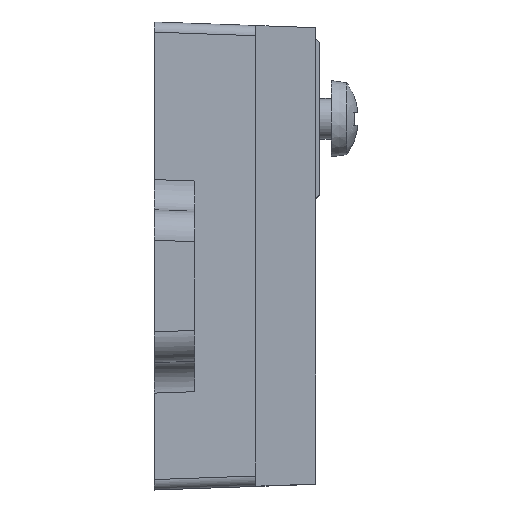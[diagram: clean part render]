
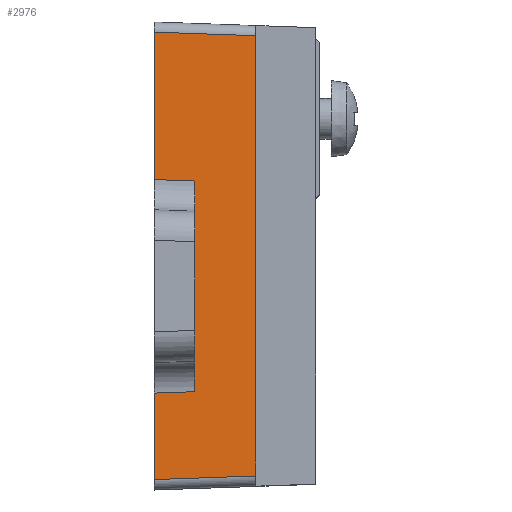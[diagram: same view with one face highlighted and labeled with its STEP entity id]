
A CAD part, top view. The second image highlights one B-rep face of the part: STEP entity #2976.
In plain terms, the highlighted planar face has unit normal (0.035, 0, 0.999).
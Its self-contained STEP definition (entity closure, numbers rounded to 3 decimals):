
#1064=CARTESIAN_POINT('',(10.,-18.651,8.151));
#1069=DIRECTION('',(0.,1.,0.));
#1070=VECTOR('',#1069,43.303);
#1071=CARTESIAN_POINT('',(10.,-18.651,8.151));
#1072=LINE('',#1071,#1070);
#1105=CARTESIAN_POINT('',(0.,25.001,8.5));
#1210=CARTESIAN_POINT('',(0.,-10.498,
8.5));
#1215=CARTESIAN_POINT('',(0.,-19.001,
8.5));
#1292=DIRECTION('',(-0.999,0.035,0.035));
#1293=VECTOR('',#1292,4.005);
#1294=CARTESIAN_POINT('',(4.,10.358,8.36));
#1295=LINE('',#1294,#1293);
#1299=DIRECTION('',(0.,1.,0.));
#1300=VECTOR('',#1299,14.502);
#1301=CARTESIAN_POINT('',(0.,10.498,
8.5));
#1302=LINE('',#1301,#1300);
#1306=DIRECTION('',(0.999,-0.035,-0.035));
#1307=VECTOR('',#1306,10.012);
#1308=CARTESIAN_POINT('',(0.,25.001,8.5));
#1309=LINE('',#1308,#1307);
#1313=DIRECTION('',(-0.999,-0.035,0.035));
#1314=VECTOR('',#1313,10.012);
#1315=CARTESIAN_POINT('',(10.,-18.651,8.151));
#1316=LINE('',#1315,#1314);
#1320=DIRECTION('',(0.,1.,0.));
#1321=VECTOR('',#1320,8.502);
#1322=CARTESIAN_POINT('',(0.,-19.001,
8.5));
#1323=LINE('',#1322,#1321);
#1327=DIRECTION('',(0.999,0.035,-0.035));
#1328=VECTOR('',#1327,4.005);
#1329=CARTESIAN_POINT('',(0.,-10.498,
8.5));
#1330=LINE('',#1329,#1328);
#1419=DIRECTION('',(0.,-1.,0.));
#1420=VECTOR('',#1419,20.717);
#1421=CARTESIAN_POINT('',(4.,10.358,8.36));
#1422=LINE('',#1421,#1420);
#2242=VERTEX_POINT('',#1064);
#2243=CARTESIAN_POINT('',(10.,24.651,8.151));
#2244=VERTEX_POINT('',#2243);
#2245=VERTEX_POINT('',#1215);
#2246=VERTEX_POINT('',#1105);
#2247=CARTESIAN_POINT('',(0.,10.498,
8.5));
#2248=VERTEX_POINT('',#2247);
#2258=VERTEX_POINT('',#1210);
#2290=CARTESIAN_POINT('',(4.,10.358,8.36));
#2291=VERTEX_POINT('',#2290);
#2292=CARTESIAN_POINT('',(4.,-10.358,8.36));
#2293=VERTEX_POINT('',#2292);
#2958=CARTESIAN_POINT('',(0.,-21.619,8.5));
#2959=DIRECTION('',(-0.035,0.,-0.999));
#2960=DIRECTION('',(0.,1.,0.));
#2961=AXIS2_PLACEMENT_3D('',#2958,#2959,#2960);
#2962=PLANE('',#2961);
#2964=ORIENTED_EDGE('',*,*,#2963,.T.);
#2965=ORIENTED_EDGE('',*,*,#2880,.T.);
#2966=ORIENTED_EDGE('',*,*,#2953,.T.);
#2967=ORIENTED_EDGE('',*,*,#2850,.F.);
#2968=ORIENTED_EDGE('',*,*,#2867,.T.);
#2969=ORIENTED_EDGE('',*,*,#2896,.T.);
#2971=ORIENTED_EDGE('',*,*,#2970,.T.);
#2973=ORIENTED_EDGE('',*,*,#2972,.F.);
#2974=EDGE_LOOP('',(#2964,#2965,#2966,#2967,#2968,#2969,#2971,#2973));
#2975=FACE_OUTER_BOUND('',#2974,.F.);
#2850=EDGE_CURVE('',#2242,#2244,#1072,.T.);
#2867=EDGE_CURVE('',#2242,#2245,#1316,.T.);
#2880=EDGE_CURVE('',#2248,#2246,#1302,.T.);
#2896=EDGE_CURVE('',#2245,#2258,#1323,.T.);
#2953=EDGE_CURVE('',#2246,#2244,#1309,.T.);
#2963=EDGE_CURVE('',#2291,#2248,#1295,.T.);
#2970=EDGE_CURVE('',#2258,#2293,#1330,.T.);
#2972=EDGE_CURVE('',#2291,#2293,#1422,.T.);
#2976=ADVANCED_FACE('',(#2975),#2962,.F.);
